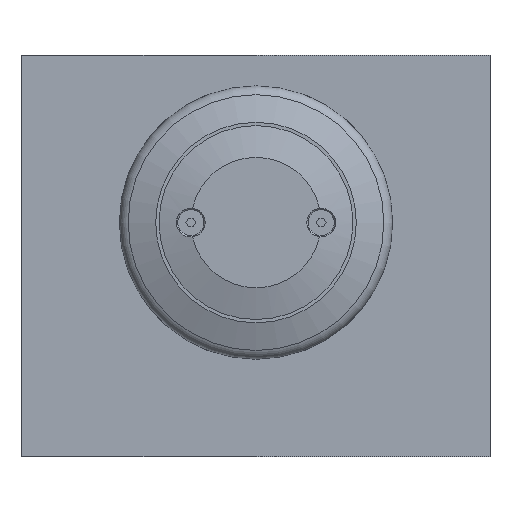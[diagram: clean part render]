
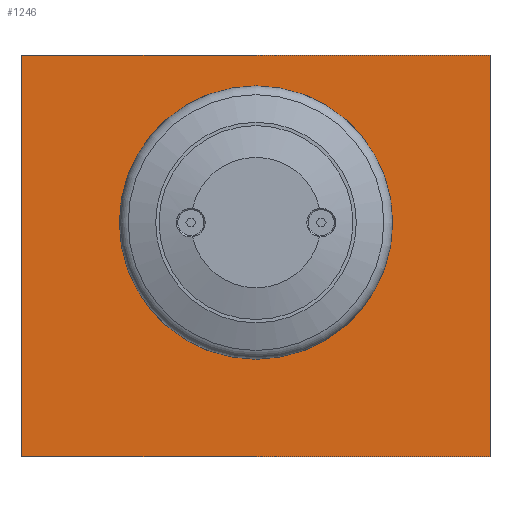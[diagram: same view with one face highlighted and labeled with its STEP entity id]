
A CAD part, front view. The second image highlights one B-rep face of the part: STEP entity #1246.
In plain terms, the highlighted planar face has unit normal (0, -1, 0).
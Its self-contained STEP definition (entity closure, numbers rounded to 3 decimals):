
#50=FACE_BOUND('',#195,.T.);
#64=PLANE('',#1355);
#114=FACE_OUTER_BOUND('',#194,.T.);
#194=EDGE_LOOP('',(#962,#963,#964,#965));
#195=EDGE_LOOP('',(#966));
#255=LINE('',#1852,#367);
#260=LINE('',#1866,#372);
#278=LINE('',#1932,#390);
#281=LINE('',#1936,#393);
#367=VECTOR('',#1470,10.);
#372=VECTOR('',#1481,10.);
#390=VECTOR('',#1539,10.);
#393=VECTOR('',#1544,10.);
#499=CIRCLE('',#1356,26.5);
#551=VERTEX_POINT('',#1849);
#552=VERTEX_POINT('',#1851);
#558=VERTEX_POINT('',#1865);
#586=VERTEX_POINT('',#1931);
#595=VERTEX_POINT('',#1965);
#679=EDGE_CURVE('',#552,#551,#255,.T.);
#686=EDGE_CURVE('',#558,#552,#260,.T.);
#719=EDGE_CURVE('',#558,#586,#278,.T.);
#722=EDGE_CURVE('',#586,#551,#281,.T.);
#736=EDGE_CURVE('',#595,#595,#499,.T.);
#962=ORIENTED_EDGE('',*,*,#679,.T.);
#963=ORIENTED_EDGE('',*,*,#722,.F.);
#964=ORIENTED_EDGE('',*,*,#719,.F.);
#965=ORIENTED_EDGE('',*,*,#686,.T.);
#966=ORIENTED_EDGE('',*,*,#736,.T.);
#1246=ADVANCED_FACE('',(#114,#50),#64,.T.);
#1355=AXIS2_PLACEMENT_3D('',#1964,#1570,#1571);
#1356=AXIS2_PLACEMENT_3D('',#1966,#1572,#1573);
#1470=DIRECTION('',(0.,0.,1.));
#1481=DIRECTION('',(1.,0.,0.));
#1539=DIRECTION('',(0.,0.,1.));
#1544=DIRECTION('',(1.,0.,0.));
#1570=DIRECTION('center_axis',(0.,-1.,0.));
#1571=DIRECTION('ref_axis',(0.,0.,-1.));
#1572=DIRECTION('center_axis',(0.,1.,0.));
#1573=DIRECTION('ref_axis',(-1.,0.,0.));
#1849=CARTESIAN_POINT('',(140.,0.,120.));
#1851=CARTESIAN_POINT('',(140.,0.,0.));
#1852=CARTESIAN_POINT('',(140.,0.,0.));
#1865=CARTESIAN_POINT('',(0.,0.,0.));
#1866=CARTESIAN_POINT('',(0.,0.,0.));
#1931=CARTESIAN_POINT('',(0.,0.,120.));
#1932=CARTESIAN_POINT('',(0.,0.,0.));
#1936=CARTESIAN_POINT('',(0.,0.,120.));
#1964=CARTESIAN_POINT('Origin',(0.,0.,0.));
#1965=CARTESIAN_POINT('',(96.5,0.,70.));
#1966=CARTESIAN_POINT('Origin',(70.,0.,70.));
